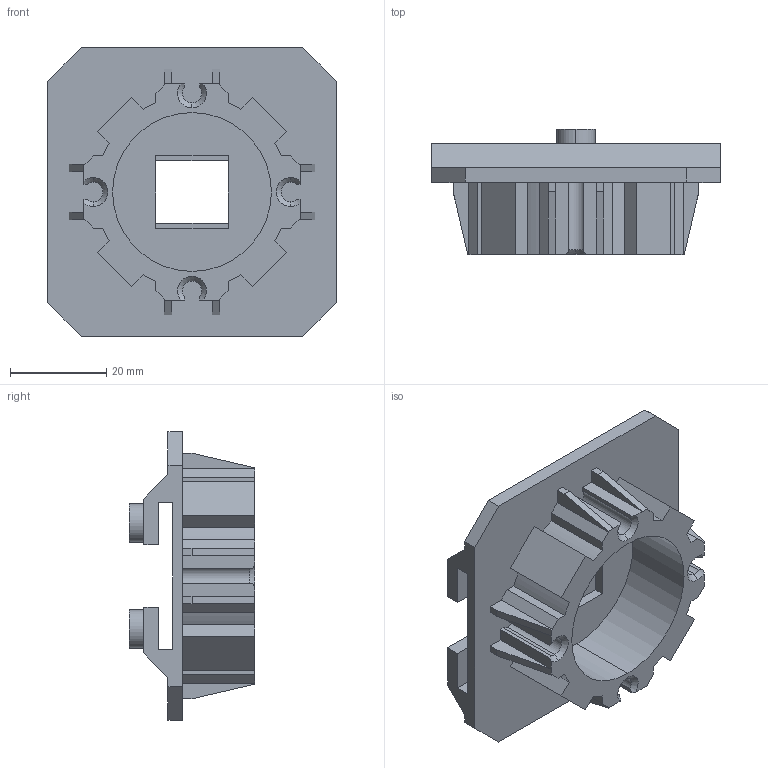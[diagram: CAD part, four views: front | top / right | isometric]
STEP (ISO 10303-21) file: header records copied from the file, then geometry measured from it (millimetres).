
FILE_DESCRIPTION (( 'STEP AP203' ), '1' );
FILE_NAME ('DOE-Halter_01_D25___V05.STEP', '2021-06-21T12:17:16', ( '' ), ( '' ), 'SwSTEP 2.0', 'SolidWorks 2020', '' );
FILE_SCHEMA (( 'CONFIG_CONTROL_DESIGN' ));
Length unit declared in the file: millimetre
Products named in the file (1): DOE-Halter_01_D25___V05
Bounding box: 60 x 26 x 60 mm (x, y, z)
Volume: 23226.1 mm3; surface area: 15714.9 mm2
Topology: 1 solids, 1 shells, 142 faces, 396 edges, 260 vertices
Faces by surface type: plane 106, cylinder 27, cone 9
Entity records: 4613 total; most frequent: CARTESIAN_POINT 847, ORIENTED_EDGE 792, DIRECTION 730, EDGE_CURVE 396, LINE 316, VECTOR 316, VERTEX_POINT 260, AXIS2_PLACEMENT_3D 207
